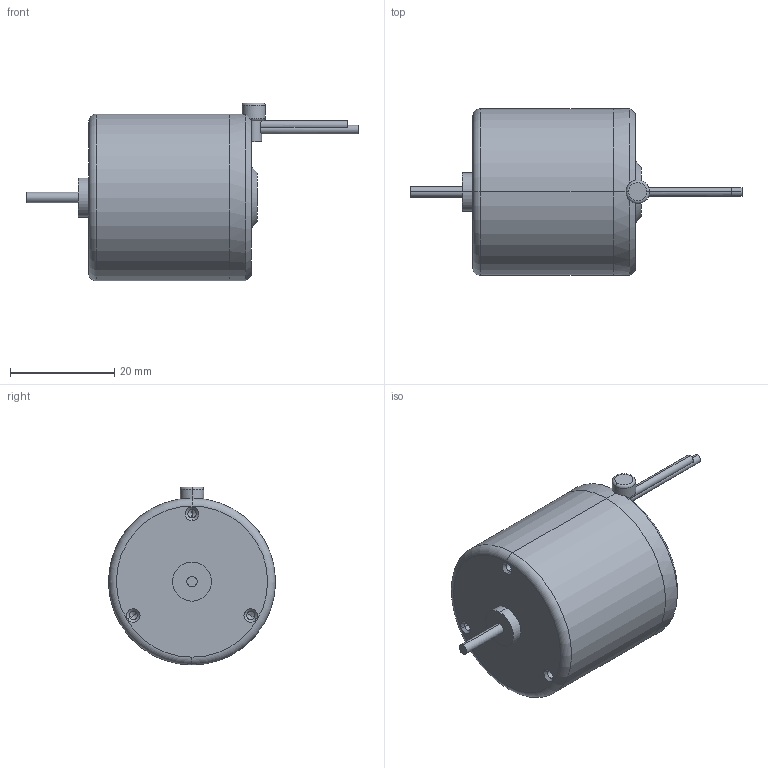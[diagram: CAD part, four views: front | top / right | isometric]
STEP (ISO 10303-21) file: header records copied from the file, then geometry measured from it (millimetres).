
FILE_DESCRIPTION(('starvars output'),'2;1');
FILE_NAME('33s.stp','13:49:57 2014/09/10',( 'Thomas Industrial Network Germany GmbH'),( 'Thomas Industrial Network Germany GmbH'),'unknown preprocess','ACIS' ,'unknown authorization');
FILE_SCHEMA(('AUTOMOTIVE_DESIGN_CC2 {UNKNOWN IMPLEMENTATION LEVEL}'));
Length unit declared in the file: millimetre
Products named in the file (1): PRODUCT_ID_29
Bounding box: 63.69 x 32 x 34.14 mm (x, y, z)
Volume: 25332.2 mm3; surface area: 4990.6 mm2
Topology: 1 solids, 1 shells, 61 faces, 136 edges, 82 vertices
Faces by surface type: cylinder 22, cone 18, plane 15, torus 6
Entity records: 2054 total; most frequent: CARTESIAN_POINT 333, ORIENTED_EDGE 260, DIRECTION 204, EDGE_CURVE 130, VERTEX_POINT 82, AXIS2_PLACEMENT_3D 80, EDGE_LOOP 72, FACE_BOUND 72
